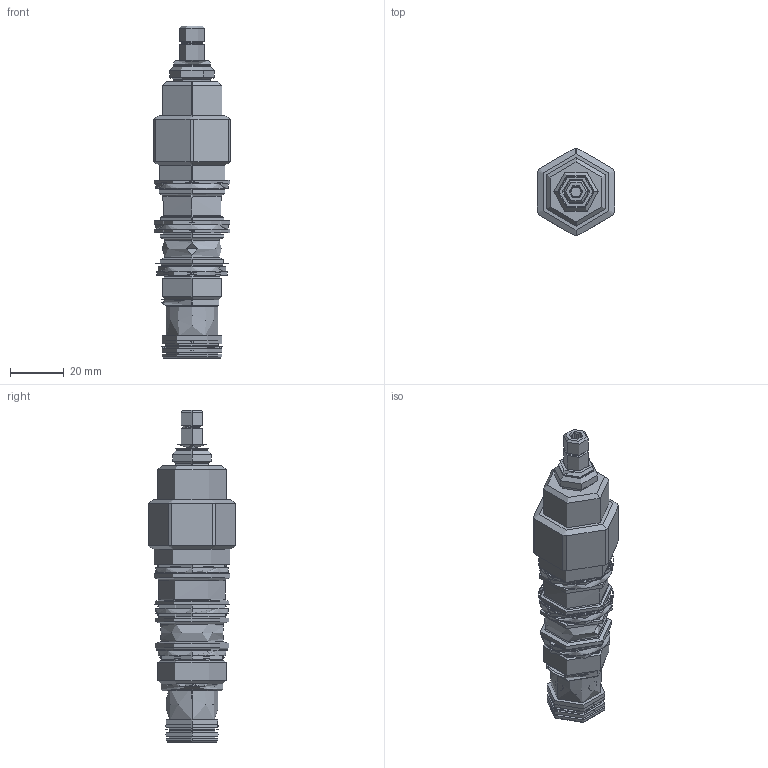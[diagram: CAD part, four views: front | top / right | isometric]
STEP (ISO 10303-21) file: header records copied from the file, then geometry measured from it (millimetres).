
FILE_DESCRIPTION((''),'2;1');
FILE_NAME('DPCOLAN_SW','2022-01-12T10:18:16',('SigMax'),(''),'CREO PARAMETRIC BY PTC INC, 2021072','CREO PARAMETRIC BY PTC INC, 2021072','');
FILE_SCHEMA(('CONFIG_CONTROL_DESIGN'));
Length unit declared in the file: inch
Products named in the file (1): DPCOLAN_SW
Bounding box: 28.57 x 32.21 x 123.01 mm (x, y, z)
Topology: 0 solids, 0 shells, 342 faces, 1610 edges, 1577 vertices
Faces by surface type: cylinder 147, plane 72, torus 49, cone 48, revolution 14, bspline 12
Entity records: 37697 total; most frequent: CARTESIAN_POINT 23039, DIRECTION 2754, TRIMMED_CURVE 1739, DEFINITIONAL_REPRESENTATION 1546, PCURVE 1546, COMPOSITE_CURVE_SEGMENT 1546, VECTOR 1370, LINE 1370
